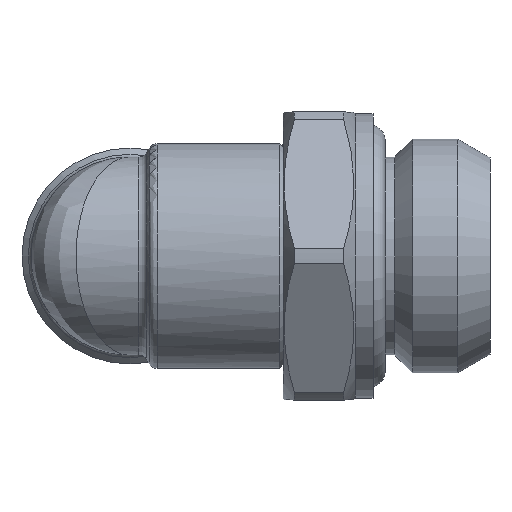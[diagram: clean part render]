
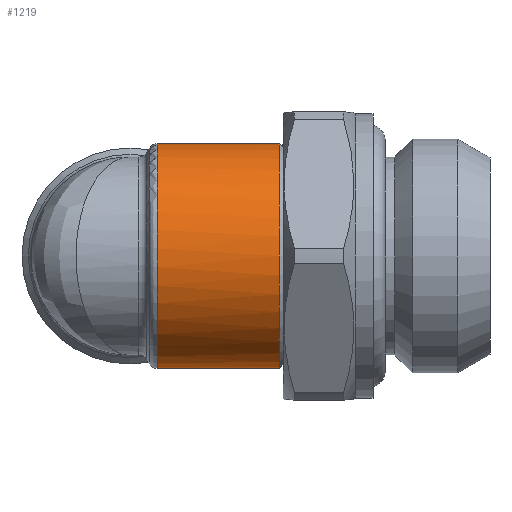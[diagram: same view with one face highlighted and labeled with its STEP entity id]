
A CAD part, left-side view. The second image highlights one B-rep face of the part: STEP entity #1219.
In plain terms, the highlighted cylindrical face has radius 6.25 mm (diameter 12.5 mm), a full revolution.
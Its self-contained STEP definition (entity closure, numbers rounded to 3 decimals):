
#58=CYLINDRICAL_SURFACE('',#1319,6.25);
#101=CIRCLE('',#1318,6.25);
#102=CIRCLE('',#1320,6.25);
#222=ORIENTED_EDGE('',*,*,#412,.T.);
#223=ORIENTED_EDGE('',*,*,#413,.T.);
#224=ORIENTED_EDGE('',*,*,#414,.F.);
#412=EDGE_CURVE('',#509,#509,#101,.T.);
#413=EDGE_CURVE('',#510,#511,#551,.T.);
#414=EDGE_CURVE('',#510,#511,#102,.T.);
#509=VERTEX_POINT('',#1977);
#510=VERTEX_POINT('',#2008);
#511=VERTEX_POINT('',#2009);
#551=B_SPLINE_CURVE_WITH_KNOTS('',3,(#1979,#1980,#1981,#1982,#1983,#1984,
#1985,#1986,#1987,#1988,#1989,#1990,#1991,#1992,#1993,#1994,#1995,#1996,
#1997,#1998,#1999,#2000,#2001,#2002,#2003,#2004,#2005,#2006,#2007),
 .UNSPECIFIED.,.F.,.F.,(4,1,1,1,1,1,1,1,1,1,1,1,1,1,1,1,1,1,1,1,1,1,1,1,
1,1,4),(0.,0.016,0.031,0.063,0.094,0.125,0.188,0.25,0.313,0.344,
0.375,0.406,0.438,0.5,0.563,0.594,0.625,0.656,0.688,0.75,0.813,
0.875,0.906,0.938,0.969,0.984,1.),.UNSPECIFIED.);
#607=EDGE_LOOP('',(#222));
#608=EDGE_LOOP('',(#223,#224));
#702=FACE_BOUND('',#607,.T.);
#703=FACE_BOUND('',#608,.T.);
#1219=ADVANCED_FACE('',(#702,#703),#58,.T.);
#1318=AXIS2_PLACEMENT_3D('',#1976,#1495,#1496);
#1319=AXIS2_PLACEMENT_3D('',#1978,#1497,#1498);
#1320=AXIS2_PLACEMENT_3D('',#2010,#1499,#1500);
#1495=DIRECTION('',(0.,1.,0.));
#1496=DIRECTION('',(0.,0.,1.));
#1497=DIRECTION('',(0.,-1.,0.));
#1498=DIRECTION('',(0.,0.,1.));
#1499=DIRECTION('',(0.,1.,0.));
#1500=DIRECTION('',(0.,0.,1.));
#1976=CARTESIAN_POINT('',(0.,-8.3,0.));
#1977=CARTESIAN_POINT('',(0.,-8.3,6.25));
#1978=CARTESIAN_POINT('',(0.,5.805,0.));
#1979=CARTESIAN_POINT('',(3.182,-1.5,-5.379));
#1980=CARTESIAN_POINT('',(3.224,-1.6,-5.355));
#1981=CARTESIAN_POINT('',(3.275,-1.722,-5.324));
#1982=CARTESIAN_POINT('',(3.425,-2.036,-5.23));
#1983=CARTESIAN_POINT('',(3.617,-2.394,-5.1));
#1984=CARTESIAN_POINT('',(3.854,-2.792,-4.924));
#1985=CARTESIAN_POINT('',(4.208,-3.34,-4.631));
#1986=CARTESIAN_POINT('',(4.636,-3.945,-4.213));
#1987=CARTESIAN_POINT('',(5.129,-4.6,-3.605));
#1988=CARTESIAN_POINT('',(5.525,-5.105,-2.951));
#1989=CARTESIAN_POINT('',(5.775,-5.417,-2.403));
#1990=CARTESIAN_POINT('',(5.929,-5.607,-1.997));
#1991=CARTESIAN_POINT('',(6.076,-5.788,-1.494));
#1992=CARTESIAN_POINT('',(6.209,-5.95,-0.841));
#1993=CARTESIAN_POINT('',(6.278,-6.034,0.));
#1994=CARTESIAN_POINT('',(6.209,-5.95,0.841));
#1995=CARTESIAN_POINT('',(6.076,-5.788,1.494));
#1996=CARTESIAN_POINT('',(5.929,-5.607,1.997));
#1997=CARTESIAN_POINT('',(5.775,-5.417,2.403));
#1998=CARTESIAN_POINT('',(5.525,-5.105,2.95));
#1999=CARTESIAN_POINT('',(5.129,-4.6,3.605));
#2000=CARTESIAN_POINT('',(4.636,-3.945,4.213));
#2001=CARTESIAN_POINT('',(4.209,-3.34,4.631));
#2002=CARTESIAN_POINT('',(3.853,-2.791,4.924));
#2003=CARTESIAN_POINT('',(3.617,-2.394,5.099));
#2004=CARTESIAN_POINT('',(3.424,-2.037,5.23));
#2005=CARTESIAN_POINT('',(3.275,-1.72,5.324));
#2006=CARTESIAN_POINT('',(3.226,-1.603,5.353));
#2007=CARTESIAN_POINT('',(3.182,-1.5,5.379));
#2008=CARTESIAN_POINT('',(3.182,-1.5,-5.379));
#2009=CARTESIAN_POINT('',(3.182,-1.5,5.379));
#2010=CARTESIAN_POINT('',(0.,-1.5,0.));
